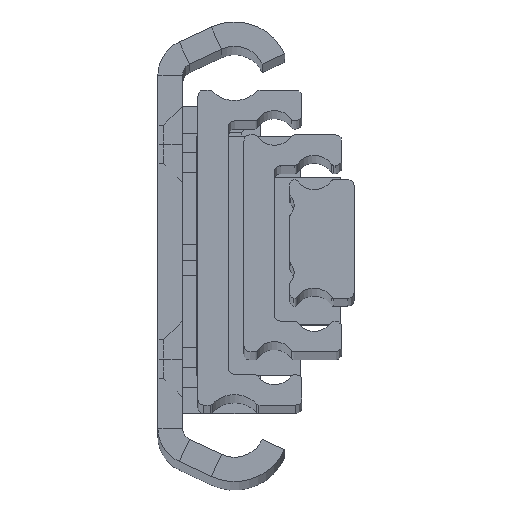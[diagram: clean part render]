
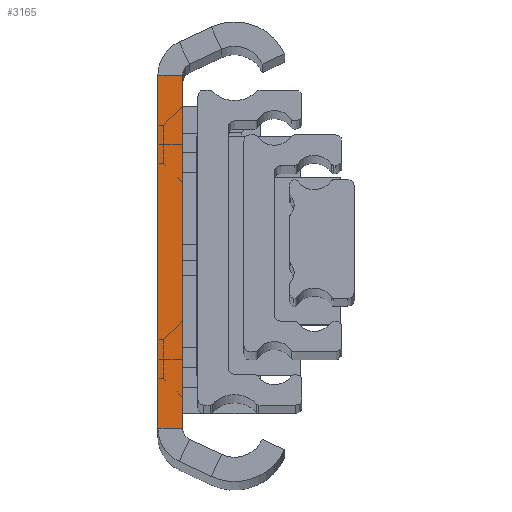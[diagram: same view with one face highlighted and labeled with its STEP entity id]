
A CAD part, top view. The second image highlights one B-rep face of the part: STEP entity #3165.
In plain terms, the highlighted planar face has unit normal (0, 0, 1).
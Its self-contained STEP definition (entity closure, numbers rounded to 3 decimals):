
#63 = PLANE ( 'NONE',  #4570 ) ;
#237 = LINE ( 'NONE', #4452, #6183 ) ;
#288 = CARTESIAN_POINT ( 'NONE',  ( 4., 28.779, 0. ) ) ;
#344 = CARTESIAN_POINT ( 'NONE',  ( 0., 28.779, 0. ) ) ;
#396 = ORIENTED_EDGE ( 'NONE', *, *, #3962, .T. ) ;
#485 = ORIENTED_EDGE ( 'NONE', *, *, #791, .F. ) ;
#569 = DIRECTION ( 'NONE',  ( 0., 0., -1. ) ) ;
#646 = VERTEX_POINT ( 'NONE', #5744 ) ;
#717 = CARTESIAN_POINT ( 'NONE',  ( 0., 28.779, 0. ) ) ;
#753 = DIRECTION ( 'NONE',  ( 0., -1., 0. ) ) ;
#791 = EDGE_CURVE ( 'NONE', #3518, #4038, #237, .T. ) ;
#1761 = CARTESIAN_POINT ( 'NONE',  ( 0., 28.779, 0. ) ) ;
#1811 = DIRECTION ( 'NONE',  ( -1., 0., 0. ) ) ;
#1839 = LINE ( 'NONE', #717, #6846 ) ;
#1840 = LINE ( 'NONE', #344, #4640 ) ;
#1851 = EDGE_LOOP ( 'NONE', ( #2437, #485, #396, #1873 ) ) ;
#1873 = ORIENTED_EDGE ( 'NONE', *, *, #5262, .T. ) ;
#2200 = VECTOR ( 'NONE', #1811, 1000. ) ;
#2437 = ORIENTED_EDGE ( 'NONE', *, *, #2857, .F. ) ;
#2734 = CARTESIAN_POINT ( 'NONE',  ( 0., -28.779, 0. ) ) ;
#2857 = EDGE_CURVE ( 'NONE', #4038, #6834, #6462, .T. ) ;
#3165 = ADVANCED_FACE ( 'NONE', ( #3318 ), #63, .F. ) ;
#3318 = FACE_OUTER_BOUND ( 'NONE', #1851, .T. ) ;
#3365 = DIRECTION ( 'NONE',  ( 0., -1., 0. ) ) ;
#3518 = VERTEX_POINT ( 'NONE', #288 ) ;
#3962 = EDGE_CURVE ( 'NONE', #3518, #646, #1839, .T. ) ;
#4038 = VERTEX_POINT ( 'NONE', #5571 ) ;
#4327 = CARTESIAN_POINT ( 'NONE',  ( 0., -28.779, 0. ) ) ;
#4452 = CARTESIAN_POINT ( 'NONE',  ( 4., 28.779, 0. ) ) ;
#4570 = AXIS2_PLACEMENT_3D ( 'NONE', #1761, #569, #6013 ) ;
#4640 = VECTOR ( 'NONE', #753, 1000. ) ;
#5143 = DIRECTION ( 'NONE',  ( -1., 0., 0. ) ) ;
#5262 = EDGE_CURVE ( 'NONE', #646, #6834, #1840, .T. ) ;
#5571 = CARTESIAN_POINT ( 'NONE',  ( 4., -28.779, 0. ) ) ;
#5744 = CARTESIAN_POINT ( 'NONE',  ( 0., 28.779, 0. ) ) ;
#6013 = DIRECTION ( 'NONE',  ( 0., -1., 0. ) ) ;
#6183 = VECTOR ( 'NONE', #3365, 1000. ) ;
#6462 = LINE ( 'NONE', #2734, #2200 ) ;
#6834 = VERTEX_POINT ( 'NONE', #4327 ) ;
#6846 = VECTOR ( 'NONE', #5143, 1000. ) ;
